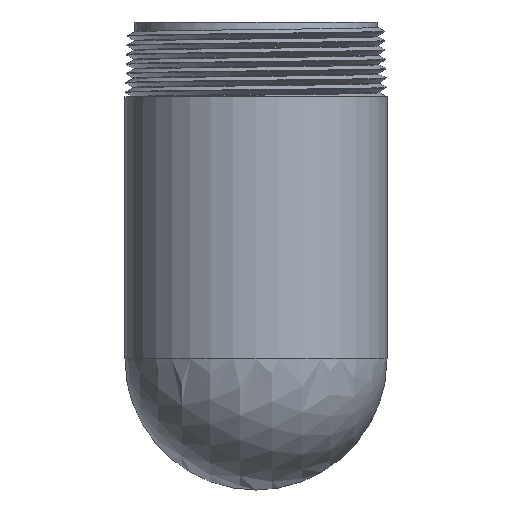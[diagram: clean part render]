
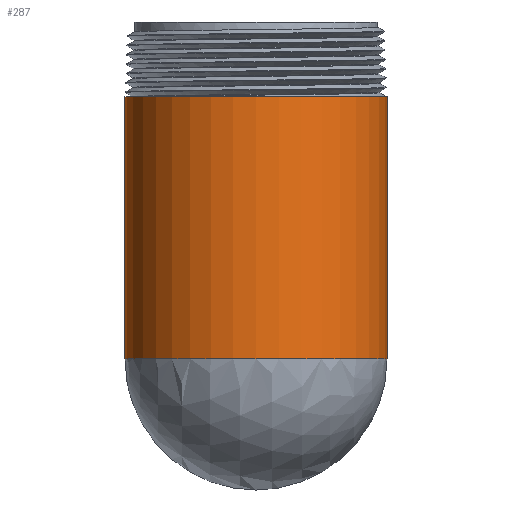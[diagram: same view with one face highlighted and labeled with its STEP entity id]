
A CAD part, front view. The second image highlights one B-rep face of the part: STEP entity #287.
In plain terms, the highlighted cylindrical face has radius 44.45 mm (diameter 88.9 mm), a full revolution.
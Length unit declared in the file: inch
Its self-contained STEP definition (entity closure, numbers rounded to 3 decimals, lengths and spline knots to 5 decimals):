
#39=FACE_BOUND('',#104,.T.);
#41=ELLIPSE('',#298,2.47487,1.75);
#47=CYLINDRICAL_SURFACE('',#321,1.75);
#58=CIRCLE('',#313,1.75);
#61=CIRCLE('',#319,1.75);
#79=FACE_OUTER_BOUND('',#103,.T.);
#103=EDGE_LOOP('',(#260));
#104=EDGE_LOOP('',(#261,#262));
#137=VERTEX_POINT('',#424);
#138=VERTEX_POINT('',#425);
#153=VERTEX_POINT('',#2214);
#165=EDGE_CURVE('',#137,#138,#41,.T.);
#187=EDGE_CURVE('',#153,#153,#58,.T.);
#190=EDGE_CURVE('',#137,#138,#61,.T.);
#260=ORIENTED_EDGE('',*,*,#187,.T.);
#261=ORIENTED_EDGE('',*,*,#165,.T.);
#262=ORIENTED_EDGE('',*,*,#190,.F.);
#287=ADVANCED_FACE('',(#79,#39),#47,.T.);
#298=AXIS2_PLACEMENT_3D('',#426,#347,#348);
#313=AXIS2_PLACEMENT_3D('',#2215,#380,#381);
#319=AXIS2_PLACEMENT_3D('',#2221,#392,#393);
#321=AXIS2_PLACEMENT_3D('',#2223,#396,#397);
#347=DIRECTION('center_axis',(0.,-0.707,0.707));
#348=DIRECTION('ref_axis',(0.,-0.707,-0.707));
#380=DIRECTION('center_axis',(0.,0.,-1.));
#381=DIRECTION('ref_axis',(-1.,0.,0.));
#392=DIRECTION('center_axis',(0.,0.,-1.));
#393=DIRECTION('ref_axis',(-1.,0.,0.));
#396=DIRECTION('center_axis',(0.,0.,1.));
#397=DIRECTION('ref_axis',(-1.,0.,0.));
#424=CARTESIAN_POINT('',(1.75,0.,0.));
#425=CARTESIAN_POINT('',(-1.75,0.,0.));
#426=CARTESIAN_POINT('Origin',(0.,0.,0.));
#2214=CARTESIAN_POINT('',(1.75,0.,3.5));
#2215=CARTESIAN_POINT('Origin',(0.,0.,3.5));
#2221=CARTESIAN_POINT('Origin',(0.,0.,0.));
#2223=CARTESIAN_POINT('Origin',(0.,0.,0.));
